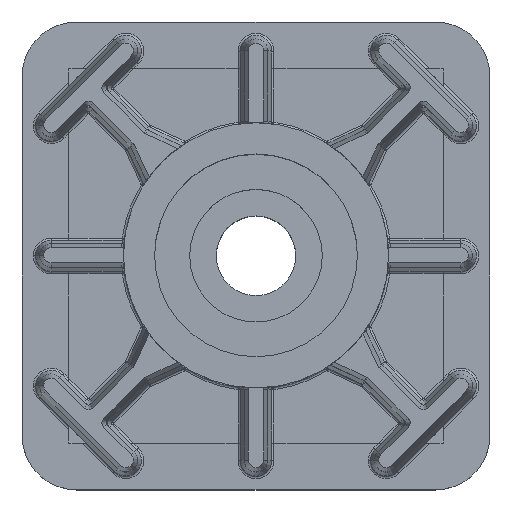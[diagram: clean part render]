
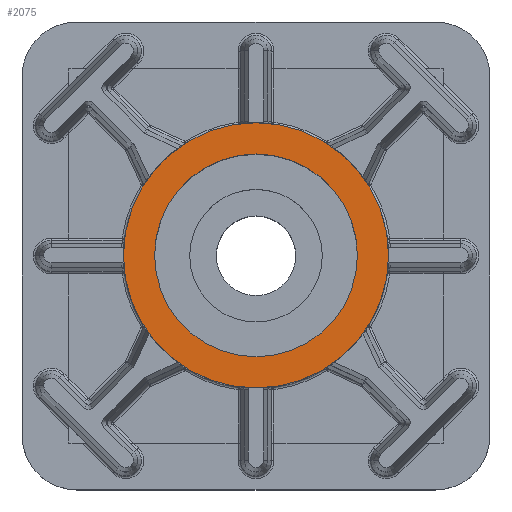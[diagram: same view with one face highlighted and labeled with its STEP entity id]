
A CAD part, top view. The second image highlights one B-rep face of the part: STEP entity #2075.
In plain terms, the highlighted planar face has unit normal (0, 0, 1).
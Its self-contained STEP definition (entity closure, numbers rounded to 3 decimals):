
#152 = ORIENTED_EDGE ( 'NONE', *, *, #12886, .F. ) ;
#1116 = CARTESIAN_POINT ( 'NONE',  ( 0., 0., 55. ) ) ;
#1338 = CIRCLE ( 'NONE', #10702, 13. ) ;
#1340 = ORIENTED_EDGE ( 'NONE', *, *, #13137, .F. ) ;
#1644 = FACE_BOUND ( 'NONE', #15630, .T. ) ;
#2075 = ADVANCED_FACE ( 'NONE', ( #1644, #11018 ), #5151, .T. ) ;
#2268 = ORIENTED_EDGE ( 'NONE', *, *, #2731, .T. ) ;
#2365 = DIRECTION ( 'NONE',  ( 1., 0., 0. ) ) ;
#2391 = CARTESIAN_POINT ( 'NONE',  ( 0., 0., 55. ) ) ;
#2731 = EDGE_CURVE ( 'NONE', #10831, #4878, #13510, .T. ) ;
#2752 = CARTESIAN_POINT ( 'NONE',  ( 0., 0., 55. ) ) ;
#2879 = ORIENTED_EDGE ( 'NONE', *, *, #10699, .T. ) ;
#2906 = DIRECTION ( 'NONE',  ( 0., 0., 1. ) ) ;
#3372 = CIRCLE ( 'NONE', #14543, 17. ) ;
#3652 = DIRECTION ( 'NONE',  ( 1., 0., 0. ) ) ;
#4878 = VERTEX_POINT ( 'NONE', #11982 ) ;
#5149 = DIRECTION ( 'NONE',  ( 0., 0., 1. ) ) ;
#5151 = PLANE ( 'NONE',  #6649 ) ;
#5535 = AXIS2_PLACEMENT_3D ( 'NONE', #10204, #2906, #11449 ) ;
#6074 = CARTESIAN_POINT ( 'NONE',  ( 13., 0., 55. ) ) ;
#6396 = DIRECTION ( 'NONE',  ( 1., 0., 0. ) ) ;
#6649 = AXIS2_PLACEMENT_3D ( 'NONE', #2752, #13785, #6396 ) ;
#8889 = CARTESIAN_POINT ( 'NONE',  ( -17., 0., 55. ) ) ;
#9104 = VERTEX_POINT ( 'NONE', #6074 ) ;
#9295 = EDGE_LOOP ( 'NONE', ( #2268, #2879 ) ) ;
#9552 = CIRCLE ( 'NONE', #11072, 13. ) ;
#9676 = DIRECTION ( 'NONE',  ( 0., 0., 1. ) ) ;
#10204 = CARTESIAN_POINT ( 'NONE',  ( 0., 0., 55. ) ) ;
#10699 = EDGE_CURVE ( 'NONE', #4878, #10831, #3372, .T. ) ;
#10702 = AXIS2_PLACEMENT_3D ( 'NONE', #2391, #10942, #3652 ) ;
#10831 = VERTEX_POINT ( 'NONE', #8889 ) ;
#10942 = DIRECTION ( 'NONE',  ( 0., 0., 1. ) ) ;
#11018 = FACE_OUTER_BOUND ( 'NONE', #9295, .T. ) ;
#11072 = AXIS2_PLACEMENT_3D ( 'NONE', #12543, #5149, #13783 ) ;
#11449 = DIRECTION ( 'NONE',  ( 1., 0., 0. ) ) ;
#11982 = CARTESIAN_POINT ( 'NONE',  ( 17., 0., 55. ) ) ;
#12543 = CARTESIAN_POINT ( 'NONE',  ( 0., 0., 55. ) ) ;
#12886 = EDGE_CURVE ( 'NONE', #14932, #9104, #9552, .T. ) ;
#13137 = EDGE_CURVE ( 'NONE', #9104, #14932, #1338, .T. ) ;
#13510 = CIRCLE ( 'NONE', #5535, 17. ) ;
#13596 = CARTESIAN_POINT ( 'NONE',  ( -13., 0., 55. ) ) ;
#13783 = DIRECTION ( 'NONE',  ( 1., 0., 0. ) ) ;
#13785 = DIRECTION ( 'NONE',  ( 0., 0., 1. ) ) ;
#14543 = AXIS2_PLACEMENT_3D ( 'NONE', #1116, #9676, #2365 ) ;
#14932 = VERTEX_POINT ( 'NONE', #13596 ) ;
#15630 = EDGE_LOOP ( 'NONE', ( #152, #1340 ) ) ;
